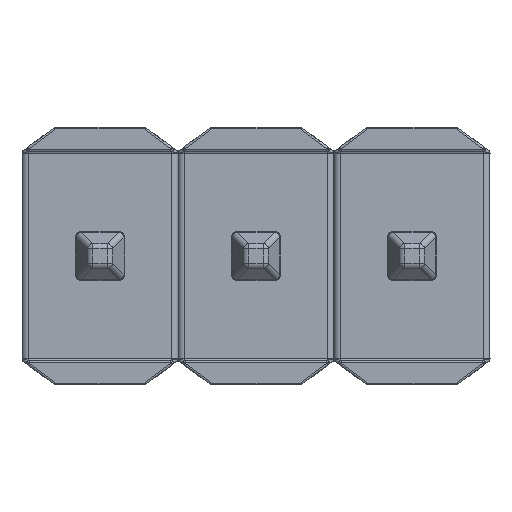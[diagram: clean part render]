
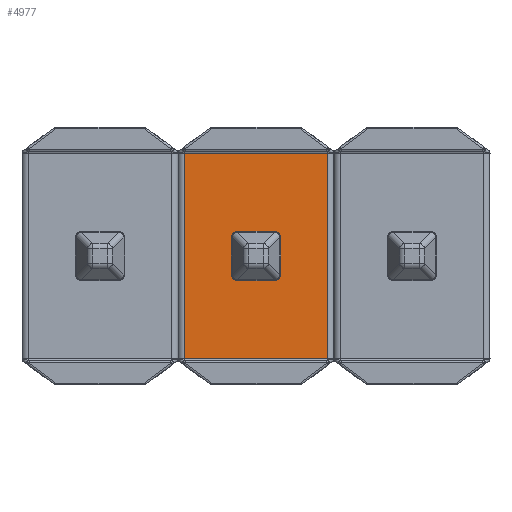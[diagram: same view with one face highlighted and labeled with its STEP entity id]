
A CAD part, front view. The second image highlights one B-rep face of the part: STEP entity #4977.
In plain terms, the highlighted planar face has unit normal (0, -1, 0).
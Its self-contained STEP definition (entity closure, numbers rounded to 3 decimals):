
#32 = PLANE ( 'NONE',  #1774 ) ;
#38 = CIRCLE ( 'NONE', #2562, 0.05 ) ;
#47 = CARTESIAN_POINT ( 'NONE',  ( 0., -1., 0. ) ) ;
#186 = CARTESIAN_POINT ( 'NONE',  ( -0.15, -1., -0.2 ) ) ;
#189 = DIRECTION ( 'NONE',  ( -1., 0., 0. ) ) ;
#190 = VERTEX_POINT ( 'NONE', #186 ) ;
#259 = ORIENTED_EDGE ( 'NONE', *, *, #778, .T. ) ;
#264 = ORIENTED_EDGE ( 'NONE', *, *, #4510, .T. ) ;
#320 = VERTEX_POINT ( 'NONE', #993 ) ;
#392 = VERTEX_POINT ( 'NONE', #3834 ) ;
#435 = VERTEX_POINT ( 'NONE', #3722 ) ;
#484 = DIRECTION ( 'NONE',  ( 0., 0., -1. ) ) ;
#502 = ORIENTED_EDGE ( 'NONE', *, *, #5352, .T. ) ;
#504 = DIRECTION ( 'NONE',  ( 0., 0., 1. ) ) ;
#647 = CARTESIAN_POINT ( 'NONE',  ( -0.585, -1., 0.835 ) ) ;
#649 = LINE ( 'NONE', #4136, #2945 ) ;
#778 = EDGE_CURVE ( 'NONE', #3797, #1549, #2244, .T. ) ;
#809 = ORIENTED_EDGE ( 'NONE', *, *, #3698, .T. ) ;
#823 = ORIENTED_EDGE ( 'NONE', *, *, #3774, .T. ) ;
#993 = CARTESIAN_POINT ( 'NONE',  ( 0.15, -1., -0.2 ) ) ;
#1071 = EDGE_LOOP ( 'NONE', ( #3410, #809, #2120, #502 ) ) ;
#1211 = VERTEX_POINT ( 'NONE', #3227 ) ;
#1230 = EDGE_CURVE ( 'NONE', #1211, #392, #4001, .T. ) ;
#1252 = CARTESIAN_POINT ( 'NONE',  ( 0.585, -1., 0.835 ) ) ;
#1334 = CARTESIAN_POINT ( 'NONE',  ( -0.15, -1., 0.15 ) ) ;
#1523 = VECTOR ( 'NONE', #484, 1000. ) ;
#1549 = VERTEX_POINT ( 'NONE', #4345 ) ;
#1582 = FACE_OUTER_BOUND ( 'NONE', #1071, .T. ) ;
#1678 = CARTESIAN_POINT ( 'NONE',  ( 0.2, -1., -0.15 ) ) ;
#1774 = AXIS2_PLACEMENT_3D ( 'NONE', #47, #3255, #504 ) ;
#1778 = DIRECTION ( 'NONE',  ( 0., 0., 1. ) ) ;
#1843 = CARTESIAN_POINT ( 'NONE',  ( -0.585, -1., 0. ) ) ;
#2016 = DIRECTION ( 'NONE',  ( 1., 0., 0. ) ) ;
#2017 = ORIENTED_EDGE ( 'NONE', *, *, #3269, .F. ) ;
#2113 = EDGE_CURVE ( 'NONE', #5191, #320, #4559, .T. ) ;
#2120 = ORIENTED_EDGE ( 'NONE', *, *, #4023, .T. ) ;
#2136 = DIRECTION ( 'NONE',  ( 0., 1., 0. ) ) ;
#2157 = CARTESIAN_POINT ( 'NONE',  ( 0.585, -1., 0.85 ) ) ;
#2188 = DIRECTION ( 'NONE',  ( 0., 0., -1. ) ) ;
#2244 = CIRCLE ( 'NONE', #5149, 0.05 ) ;
#2275 = VERTEX_POINT ( 'NONE', #3068 ) ;
#2297 = VECTOR ( 'NONE', #2633, 1000. ) ;
#2340 = DIRECTION ( 'NONE',  ( 0., 1., 0. ) ) ;
#2505 = AXIS2_PLACEMENT_3D ( 'NONE', #5126, #2340, #5575 ) ;
#2539 = LINE ( 'NONE', #647, #3631 ) ;
#2562 = AXIS2_PLACEMENT_3D ( 'NONE', #1334, #4539, #1778 ) ;
#2603 = CARTESIAN_POINT ( 'NONE',  ( -0.2, -1., 0. ) ) ;
#2633 = DIRECTION ( 'NONE',  ( 0., 0., 1. ) ) ;
#2704 = EDGE_CURVE ( 'NONE', #3295, #435, #3762, .T. ) ;
#2758 = VECTOR ( 'NONE', #2016, 1000. ) ;
#2771 = ORIENTED_EDGE ( 'NONE', *, *, #4893, .T. ) ;
#2945 = VECTOR ( 'NONE', #4582, 1000. ) ;
#3059 = CARTESIAN_POINT ( 'NONE',  ( 0.15, -1., 0.2 ) ) ;
#3068 = CARTESIAN_POINT ( 'NONE',  ( -0.15, -1., 0.2 ) ) ;
#3183 = EDGE_LOOP ( 'NONE', ( #3821, #3914, #2771, #259, #823, #4004, #2017, #264 ) ) ;
#3204 = CARTESIAN_POINT ( 'NONE',  ( 0., -1., -0.2 ) ) ;
#3227 = CARTESIAN_POINT ( 'NONE',  ( -0.585, -1., 0.835 ) ) ;
#3255 = DIRECTION ( 'NONE',  ( 0., 1., 0. ) ) ;
#3269 = EDGE_CURVE ( 'NONE', #190, #320, #4369, .T. ) ;
#3295 = VERTEX_POINT ( 'NONE', #4624 ) ;
#3410 = ORIENTED_EDGE ( 'NONE', *, *, #1230, .T. ) ;
#3575 = LINE ( 'NONE', #2157, #2297 ) ;
#3631 = VECTOR ( 'NONE', #189, 1000. ) ;
#3637 = CARTESIAN_POINT ( 'NONE',  ( 0.585, -1., -0.835 ) ) ;
#3673 = DIRECTION ( 'NONE',  ( 1., 0., 0. ) ) ;
#3698 = EDGE_CURVE ( 'NONE', #392, #3990, #4025, .T. ) ;
#3722 = CARTESIAN_POINT ( 'NONE',  ( -0.2, -1., -0.15 ) ) ;
#3762 = LINE ( 'NONE', #2603, #4987 ) ;
#3774 = EDGE_CURVE ( 'NONE', #1549, #5191, #5001, .T. ) ;
#3783 = VECTOR ( 'NONE', #4879, 1000. ) ;
#3797 = VERTEX_POINT ( 'NONE', #3059 ) ;
#3821 = ORIENTED_EDGE ( 'NONE', *, *, #2704, .F. ) ;
#3825 = VERTEX_POINT ( 'NONE', #1252 ) ;
#3834 = CARTESIAN_POINT ( 'NONE',  ( -0.585, -1., -0.835 ) ) ;
#3847 = CIRCLE ( 'NONE', #5589, 0.05 ) ;
#3874 = CARTESIAN_POINT ( 'NONE',  ( 0., -1., -0.835 ) ) ;
#3895 = FACE_BOUND ( 'NONE', #3183, .T. ) ;
#3914 = ORIENTED_EDGE ( 'NONE', *, *, #3970, .T. ) ;
#3970 = EDGE_CURVE ( 'NONE', #3295, #2275, #38, .T. ) ;
#3990 = VERTEX_POINT ( 'NONE', #3637 ) ;
#4001 = LINE ( 'NONE', #1843, #1523 ) ;
#4004 = ORIENTED_EDGE ( 'NONE', *, *, #2113, .T. ) ;
#4023 = EDGE_CURVE ( 'NONE', #3990, #3825, #3575, .T. ) ;
#4025 = LINE ( 'NONE', #3874, #2758 ) ;
#4136 = CARTESIAN_POINT ( 'NONE',  ( 0., -1., 0.2 ) ) ;
#4345 = CARTESIAN_POINT ( 'NONE',  ( 0.2, -1., 0.15 ) ) ;
#4369 = LINE ( 'NONE', #3204, #5443 ) ;
#4414 = CARTESIAN_POINT ( 'NONE',  ( 0.2, -1., 0. ) ) ;
#4510 = EDGE_CURVE ( 'NONE', #190, #435, #3847, .T. ) ;
#4539 = DIRECTION ( 'NONE',  ( 0., 1., 0. ) ) ;
#4559 = CIRCLE ( 'NONE', #2505, 0.05 ) ;
#4582 = DIRECTION ( 'NONE',  ( 1., 0., 0. ) ) ;
#4624 = CARTESIAN_POINT ( 'NONE',  ( -0.2, -1., 0.15 ) ) ;
#4879 = DIRECTION ( 'NONE',  ( 0., 0., -1. ) ) ;
#4893 = EDGE_CURVE ( 'NONE', #2275, #3797, #649, .T. ) ;
#4902 = CARTESIAN_POINT ( 'NONE',  ( -0.15, -1., -0.15 ) ) ;
#4977 = ADVANCED_FACE ( 'NONE', ( #3895, #1582 ), #32, .F. ) ;
#4987 = VECTOR ( 'NONE', #2188, 1000. ) ;
#5001 = LINE ( 'NONE', #4414, #3783 ) ;
#5126 = CARTESIAN_POINT ( 'NONE',  ( 0.15, -1., -0.15 ) ) ;
#5149 = AXIS2_PLACEMENT_3D ( 'NONE', #5409, #5430, #5818 ) ;
#5191 = VERTEX_POINT ( 'NONE', #1678 ) ;
#5352 = EDGE_CURVE ( 'NONE', #3825, #1211, #2539, .T. ) ;
#5369 = DIRECTION ( 'NONE',  ( 0., 0., 1. ) ) ;
#5409 = CARTESIAN_POINT ( 'NONE',  ( 0.15, -1., 0.15 ) ) ;
#5430 = DIRECTION ( 'NONE',  ( 0., 1., 0. ) ) ;
#5443 = VECTOR ( 'NONE', #3673, 1000. ) ;
#5575 = DIRECTION ( 'NONE',  ( 0., 0., 1. ) ) ;
#5589 = AXIS2_PLACEMENT_3D ( 'NONE', #4902, #2136, #5369 ) ;
#5818 = DIRECTION ( 'NONE',  ( 0., 0., 1. ) ) ;
